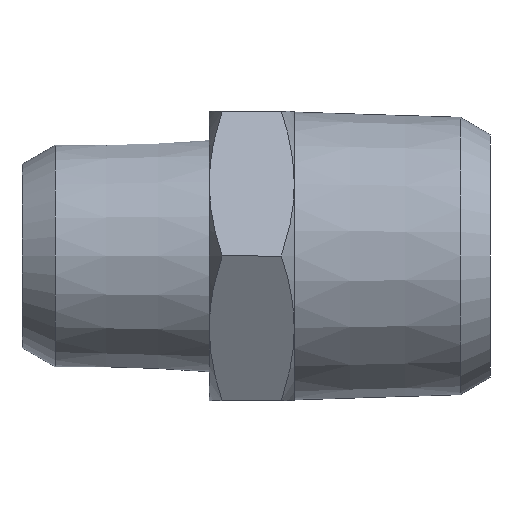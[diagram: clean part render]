
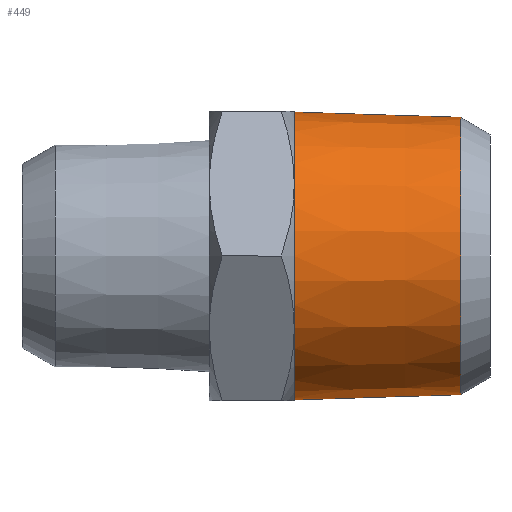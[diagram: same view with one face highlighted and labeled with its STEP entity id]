
A CAD part, left-side view. The second image highlights one B-rep face of the part: STEP entity #449.
In plain terms, the highlighted conical face has half-angle 1.79 degrees and reference radius 8.15 mm.
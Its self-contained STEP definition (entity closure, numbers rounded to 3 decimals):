
#15 = EDGE_CURVE ( 'NONE', #353, #353, #228, .T. ) ;
#26 = EDGE_CURVE ( 'NONE', #347, #347, #215, .T. ) ;
#55 = AXIS2_PLACEMENT_3D ( 'NONE', #814, #638, #816 ) ;
#68 = AXIS2_PLACEMENT_3D ( 'NONE', #787, #786, #785 ) ;
#74 = AXIS2_PLACEMENT_3D ( 'NONE', #594, #591, #589 ) ;
#118 = EDGE_LOOP ( 'NONE', ( #324 ) ) ;
#158 = EDGE_LOOP ( 'NONE', ( #325 ) ) ;
#202 = FACE_BOUND ( 'NONE', #118, .T. ) ;
#215 = CIRCLE ( 'NONE', #68, 8.455 ) ;
#216 = FACE_OUTER_BOUND ( 'NONE', #158, .T. ) ;
#228 = CIRCLE ( 'NONE', #74, 8.15 ) ;
#300 = CONICAL_SURFACE ( 'NONE', #55, 8.15, 0.031 ) ;
#324 = ORIENTED_EDGE ( 'NONE', *, *, #15, .T. ) ;
#325 = ORIENTED_EDGE ( 'NONE', *, *, #26, .F. ) ;
#347 = VERTEX_POINT ( 'NONE', #410 ) ;
#353 = VERTEX_POINT ( 'NONE', #399 ) ;
#399 = CARTESIAN_POINT ( 'NONE',  ( 0., 1.732, 8.15 ) ) ;
#410 = CARTESIAN_POINT ( 'NONE',  ( 0., 11.5, 8.455 ) ) ;
#449 = ADVANCED_FACE ( 'NONE', ( #216, #202 ), #300, .T. ) ;
#589 = DIRECTION ( 'NONE',  ( 0., 0., 1. ) ) ;
#591 = DIRECTION ( 'NONE',  ( 0., 1., 0. ) ) ;
#594 = CARTESIAN_POINT ( 'NONE',  ( 0., 1.732, 0. ) ) ;
#638 = DIRECTION ( 'NONE',  ( 0., 1., 0. ) ) ;
#785 = DIRECTION ( 'NONE',  ( 0., 0., 1. ) ) ;
#786 = DIRECTION ( 'NONE',  ( 0., 1., 0. ) ) ;
#787 = CARTESIAN_POINT ( 'NONE',  ( 0., 11.5, 0. ) ) ;
#814 = CARTESIAN_POINT ( 'NONE',  ( 0., 1.732, 0. ) ) ;
#816 = DIRECTION ( 'NONE',  ( 0., 0., 1. ) ) ;
